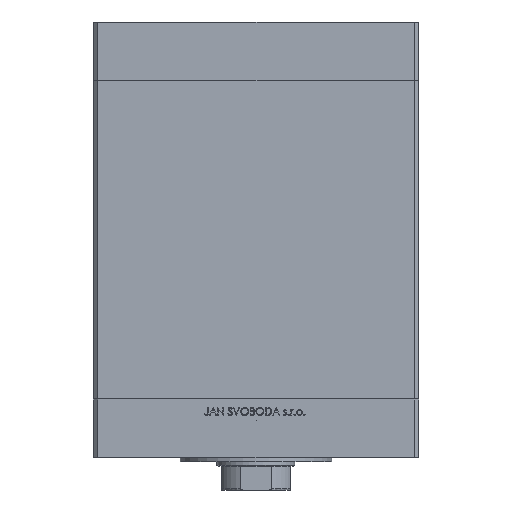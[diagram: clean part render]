
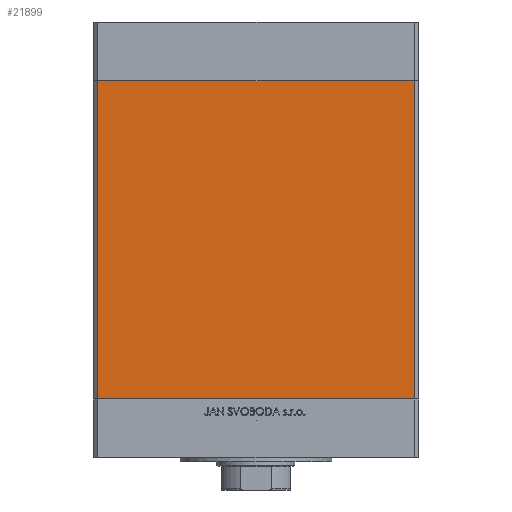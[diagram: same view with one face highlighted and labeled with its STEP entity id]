
A CAD part, front view. The second image highlights one B-rep face of the part: STEP entity #21899.
In plain terms, the highlighted planar face has unit normal (0, -1, 0).
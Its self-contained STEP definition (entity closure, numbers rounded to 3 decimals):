
#1025 = VERTEX_POINT ( 'NONE', #29201 ) ;
#2723 = LINE ( 'NONE', #29424, #33823 ) ;
#3525 = DIRECTION ( 'NONE',  ( 0., 0., -1. ) ) ;
#4086 = VERTEX_POINT ( 'NONE', #23752 ) ;
#7928 = DIRECTION ( 'NONE',  ( 1., 0., 0. ) ) ;
#9731 = CARTESIAN_POINT ( 'NONE',  ( -73., -62.5, 147. ) ) ;
#10234 = DIRECTION ( 'NONE',  ( 0., 1., 0. ) ) ;
#10484 = EDGE_CURVE ( 'NONE', #43609, #4086, #2723, .T. ) ;
#10578 = CARTESIAN_POINT ( 'NONE',  ( -73., -62.5, 147. ) ) ;
#10833 = ORIENTED_EDGE ( 'NONE', *, *, #10484, .T. ) ;
#14058 = LINE ( 'NONE', #10578, #33380 ) ;
#14356 = AXIS2_PLACEMENT_3D ( 'NONE', #9731, #10234, #24802 ) ;
#17410 = PLANE ( 'NONE',  #14356 ) ;
#19629 = ORIENTED_EDGE ( 'NONE', *, *, #33727, .F. ) ;
#21899 = ADVANCED_FACE ( 'NONE', ( #39657 ), #17410, .F. ) ;
#22755 = LINE ( 'NONE', #37872, #40092 ) ;
#23752 = CARTESIAN_POINT ( 'NONE',  ( 73., -62.5, 0. ) ) ;
#24802 = DIRECTION ( 'NONE',  ( 0., 0., 1. ) ) ;
#26698 = EDGE_CURVE ( 'NONE', #45715, #43609, #14058, .T. ) ;
#29201 = CARTESIAN_POINT ( 'NONE',  ( 73., -62.5, 147. ) ) ;
#29424 = CARTESIAN_POINT ( 'NONE',  ( -73., -62.5, 0. ) ) ;
#29541 = CARTESIAN_POINT ( 'NONE',  ( -73., -62.5, 147. ) ) ;
#29652 = DIRECTION ( 'NONE',  ( 1., 0., 0. ) ) ;
#32511 = EDGE_LOOP ( 'NONE', ( #10833, #19629, #36604, #38126 ) ) ;
#33082 = DIRECTION ( 'NONE',  ( 0., 0., -1. ) ) ;
#33380 = VECTOR ( 'NONE', #33082, 1000. ) ;
#33727 = EDGE_CURVE ( 'NONE', #1025, #4086, #48794, .T. ) ;
#33823 = VECTOR ( 'NONE', #29652, 1000. ) ;
#36604 = ORIENTED_EDGE ( 'NONE', *, *, #43979, .F. ) ;
#37872 = CARTESIAN_POINT ( 'NONE',  ( -73., -62.5, 147. ) ) ;
#38126 = ORIENTED_EDGE ( 'NONE', *, *, #26698, .T. ) ;
#39657 = FACE_OUTER_BOUND ( 'NONE', #32511, .T. ) ;
#40092 = VECTOR ( 'NONE', #7928, 1000. ) ;
#42218 = VECTOR ( 'NONE', #3525, 1000. ) ;
#43609 = VERTEX_POINT ( 'NONE', #45888 ) ;
#43979 = EDGE_CURVE ( 'NONE', #45715, #1025, #22755, .T. ) ;
#44836 = CARTESIAN_POINT ( 'NONE',  ( 73., -62.5, 147. ) ) ;
#45715 = VERTEX_POINT ( 'NONE', #29541 ) ;
#45888 = CARTESIAN_POINT ( 'NONE',  ( -73., -62.5, 0. ) ) ;
#48794 = LINE ( 'NONE', #44836, #42218 ) ;
